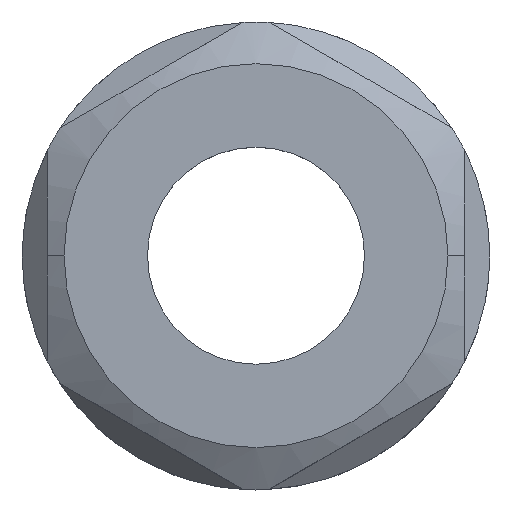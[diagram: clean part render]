
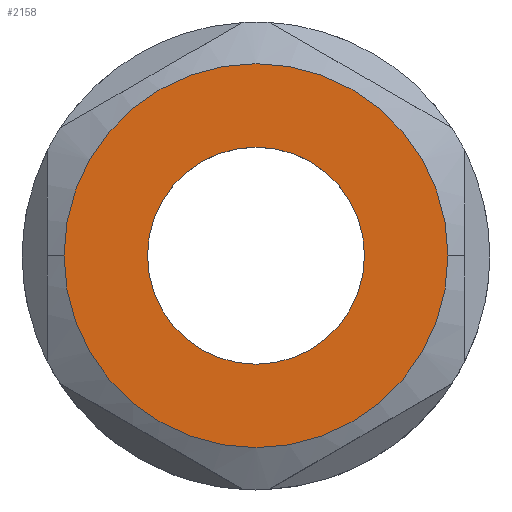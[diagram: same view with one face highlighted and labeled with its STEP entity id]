
A CAD part, top view. The second image highlights one B-rep face of the part: STEP entity #2158.
In plain terms, the highlighted planar face has unit normal (0, 0, 1).
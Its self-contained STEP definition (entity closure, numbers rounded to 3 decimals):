
#10 = CIRCLE ( 'NONE', #1689, 6.5 ) ;
#33 = DIRECTION ( 'NONE',  ( 0., 0., 1. ) ) ;
#144 = CARTESIAN_POINT ( 'NONE',  ( 0., 0., 0. ) ) ;
#149 = EDGE_LOOP ( 'NONE', ( #1402, #794 ) ) ;
#366 = AXIS2_PLACEMENT_3D ( 'NONE', #144, #1186, #844 ) ;
#402 = AXIS2_PLACEMENT_3D ( 'NONE', #1344, #2019, #1306 ) ;
#421 = VERTEX_POINT ( 'NONE', #1171 ) ;
#424 = EDGE_CURVE ( 'NONE', #421, #1365, #1390, .T. ) ;
#471 = EDGE_CURVE ( 'NONE', #788, #839, #10, .T. ) ;
#655 = CARTESIAN_POINT ( 'NONE',  ( 11.5, 0., 0. ) ) ;
#758 = CARTESIAN_POINT ( 'NONE',  ( -6.5, 0., 0. ) ) ;
#788 = VERTEX_POINT ( 'NONE', #1626 ) ;
#794 = ORIENTED_EDGE ( 'NONE', *, *, #471, .T. ) ;
#809 = DIRECTION ( 'NONE',  ( 0., 0., -1. ) ) ;
#839 = VERTEX_POINT ( 'NONE', #758 ) ;
#844 = DIRECTION ( 'NONE',  ( -1., 0., 0. ) ) ;
#956 = ORIENTED_EDGE ( 'NONE', *, *, #1011, .T. ) ;
#1011 = EDGE_CURVE ( 'NONE', #1365, #421, #1932, .T. ) ;
#1062 = DIRECTION ( 'NONE',  ( 0., 0., 1. ) ) ;
#1107 = AXIS2_PLACEMENT_3D ( 'NONE', #1220, #33, #1589 ) ;
#1169 = ORIENTED_EDGE ( 'NONE', *, *, #424, .T. ) ;
#1171 = CARTESIAN_POINT ( 'NONE',  ( -11.5, 0., 0. ) ) ;
#1172 = AXIS2_PLACEMENT_3D ( 'NONE', #1914, #1062, #2106 ) ;
#1186 = DIRECTION ( 'NONE',  ( 0., 0., -1. ) ) ;
#1220 = CARTESIAN_POINT ( 'NONE',  ( 11.5, 0., 0. ) ) ;
#1229 = PLANE ( 'NONE',  #1107 ) ;
#1265 = EDGE_LOOP ( 'NONE', ( #1169, #956 ) ) ;
#1306 = DIRECTION ( 'NONE',  ( 1., 0., 0. ) ) ;
#1344 = CARTESIAN_POINT ( 'NONE',  ( 0., 0., 0. ) ) ;
#1365 = VERTEX_POINT ( 'NONE', #655 ) ;
#1370 = FACE_BOUND ( 'NONE', #149, .T. ) ;
#1390 = CIRCLE ( 'NONE', #402, 11.5 ) ;
#1402 = ORIENTED_EDGE ( 'NONE', *, *, #1412, .T. ) ;
#1404 = FACE_OUTER_BOUND ( 'NONE', #1265, .T. ) ;
#1412 = EDGE_CURVE ( 'NONE', #839, #788, #1934, .T. ) ;
#1589 = DIRECTION ( 'NONE',  ( 1., 0., 0. ) ) ;
#1626 = CARTESIAN_POINT ( 'NONE',  ( 6.5, 0., 0. ) ) ;
#1689 = AXIS2_PLACEMENT_3D ( 'NONE', #2041, #809, #1870 ) ;
#1870 = DIRECTION ( 'NONE',  ( -1., 0., 0. ) ) ;
#1914 = CARTESIAN_POINT ( 'NONE',  ( 0., 0., 0. ) ) ;
#1932 = CIRCLE ( 'NONE', #1172, 11.5 ) ;
#1934 = CIRCLE ( 'NONE', #366, 6.5 ) ;
#2019 = DIRECTION ( 'NONE',  ( 0., 0., 1. ) ) ;
#2041 = CARTESIAN_POINT ( 'NONE',  ( 0., 0., 0. ) ) ;
#2106 = DIRECTION ( 'NONE',  ( 1., 0., 0. ) ) ;
#2158 = ADVANCED_FACE ( 'NONE', ( #1370, #1404 ), #1229, .T. ) ;
